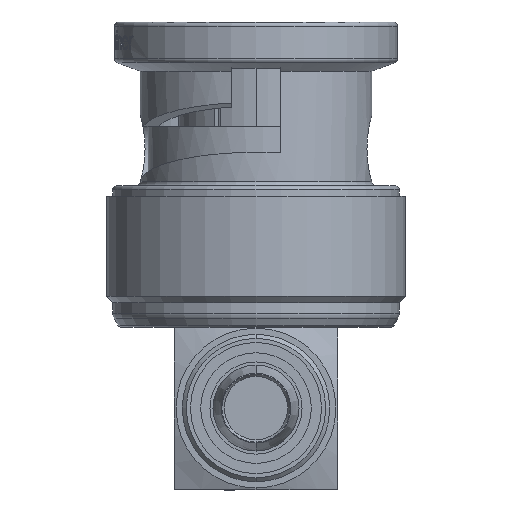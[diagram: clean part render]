
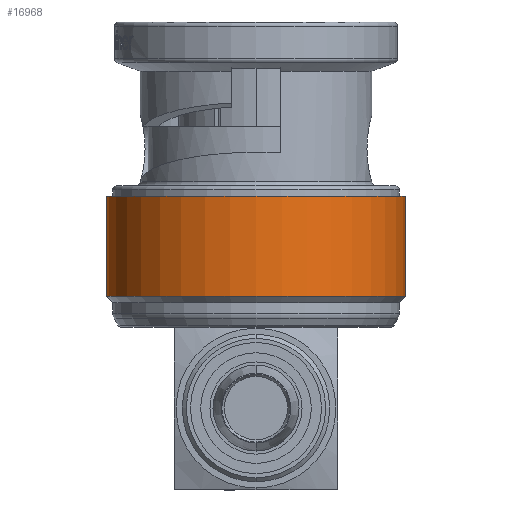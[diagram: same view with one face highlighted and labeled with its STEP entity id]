
A CAD part, front view. The second image highlights one B-rep face of the part: STEP entity #16968.
In plain terms, the highlighted cylindrical face has radius 7.3 mm (diameter 14.6 mm), a partial arc.
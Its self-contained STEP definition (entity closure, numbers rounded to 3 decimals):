
#171 = CYLINDRICAL_SURFACE ( 'NONE', #4684, 7.3 ) ;
#1205 = EDGE_CURVE ( 'NONE', #16629, #14026, #4640, .T. ) ;
#2083 = CARTESIAN_POINT ( 'NONE',  ( 7.3, 0., 2.634 ) ) ;
#2664 = DIRECTION ( 'NONE',  ( 0., 0., 1. ) ) ;
#2807 = CARTESIAN_POINT ( 'NONE',  ( 0., 0., 2.634 ) ) ;
#2861 = DIRECTION ( 'NONE',  ( 1., 0., 0. ) ) ;
#3075 = DIRECTION ( 'NONE',  ( 0., 0., 1. ) ) ;
#3352 = CARTESIAN_POINT ( 'NONE',  ( 0., 0., -7.65 ) ) ;
#4511 = CARTESIAN_POINT ( 'NONE',  ( -7.3, 0., -12.55 ) ) ;
#4640 = LINE ( 'NONE', #14713, #15232 ) ;
#4684 = AXIS2_PLACEMENT_3D ( 'NONE', #2807, #14747, #2861 ) ;
#4690 = DIRECTION ( 'NONE',  ( 1., 0., 0. ) ) ;
#4732 = DIRECTION ( 'NONE',  ( 0., 0., 1. ) ) ;
#5373 = FACE_OUTER_BOUND ( 'NONE', #5671, .T. ) ;
#5671 = EDGE_LOOP ( 'NONE', ( #6623, #9676, #8637, #10542 ) ) ;
#6109 = LINE ( 'NONE', #2083, #9624 ) ;
#6623 = ORIENTED_EDGE ( 'NONE', *, *, #1205, .F. ) ;
#6873 = EDGE_CURVE ( 'NONE', #16629, #8848, #11436, .T. ) ;
#7548 = EDGE_CURVE ( 'NONE', #14026, #13842, #10416, .T. ) ;
#8404 = CARTESIAN_POINT ( 'NONE',  ( -7.3, 0., -7.65 ) ) ;
#8637 = ORIENTED_EDGE ( 'NONE', *, *, #8795, .T. ) ;
#8795 = EDGE_CURVE ( 'NONE', #8848, #13842, #6109, .T. ) ;
#8848 = VERTEX_POINT ( 'NONE', #12673 ) ;
#9624 = VECTOR ( 'NONE', #4732, 1000. ) ;
#9676 = ORIENTED_EDGE ( 'NONE', *, *, #6873, .T. ) ;
#9909 = AXIS2_PLACEMENT_3D ( 'NONE', #3352, #12630, #4690 ) ;
#10023 = AXIS2_PLACEMENT_3D ( 'NONE', #11033, #3075, #12370 ) ;
#10416 = CIRCLE ( 'NONE', #9909, 7.3 ) ;
#10542 = ORIENTED_EDGE ( 'NONE', *, *, #7548, .F. ) ;
#11033 = CARTESIAN_POINT ( 'NONE',  ( 0., 0., -12.55 ) ) ;
#11436 = CIRCLE ( 'NONE', #10023, 7.3 ) ;
#12370 = DIRECTION ( 'NONE',  ( 1., 0., 0. ) ) ;
#12630 = DIRECTION ( 'NONE',  ( 0., 0., 1. ) ) ;
#12673 = CARTESIAN_POINT ( 'NONE',  ( 7.3, 0., -12.55 ) ) ;
#13842 = VERTEX_POINT ( 'NONE', #16179 ) ;
#14026 = VERTEX_POINT ( 'NONE', #8404 ) ;
#14713 = CARTESIAN_POINT ( 'NONE',  ( -7.3, 0., 2.634 ) ) ;
#14747 = DIRECTION ( 'NONE',  ( 0., 0., 1. ) ) ;
#15232 = VECTOR ( 'NONE', #2664, 1000. ) ;
#16179 = CARTESIAN_POINT ( 'NONE',  ( 7.3, 0., -7.65 ) ) ;
#16629 = VERTEX_POINT ( 'NONE', #4511 ) ;
#16968 = ADVANCED_FACE ( 'NONE', ( #5373 ), #171, .T. ) ;
